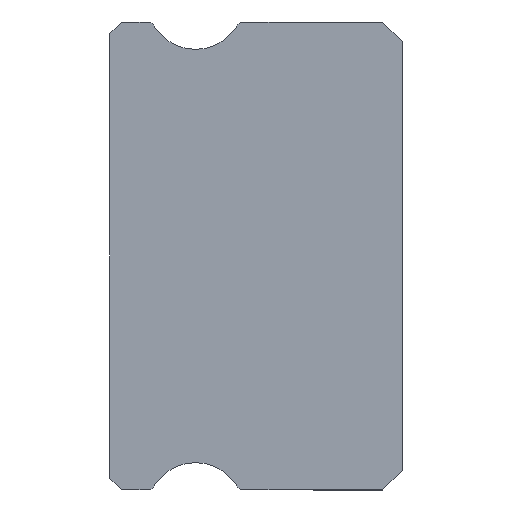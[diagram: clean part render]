
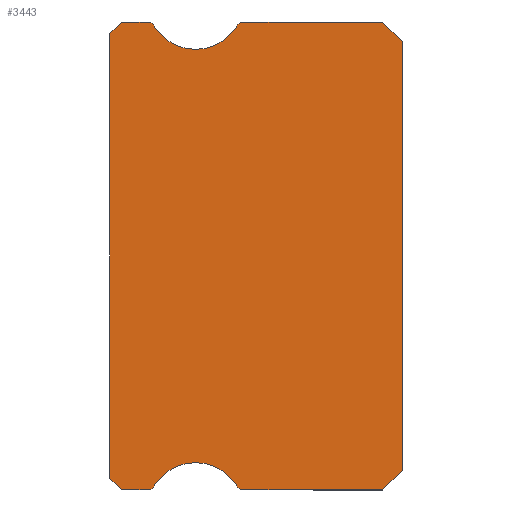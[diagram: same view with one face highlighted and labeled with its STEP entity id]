
A CAD part, left-side view. The second image highlights one B-rep face of the part: STEP entity #3443.
In plain terms, the highlighted planar face has unit normal (-1, 0, 0).
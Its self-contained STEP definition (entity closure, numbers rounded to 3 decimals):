
#26 = EDGE_CURVE ( 'NONE', #1068, #1026, #2018, .T. ) ;
#49 = CARTESIAN_POINT ( 'NONE',  ( -10., 7.5, 5.7 ) ) ;
#111 = CARTESIAN_POINT ( 'NONE',  ( -10., 6.512, -6. ) ) ;
#115 = AXIS2_PLACEMENT_3D ( 'NONE', #788, #3711, #2097 ) ;
#161 = EDGE_CURVE ( 'NONE', #2734, #635, #253, .T. ) ;
#170 = VERTEX_POINT ( 'NONE', #1171 ) ;
#216 = DIRECTION ( 'NONE',  ( 0., 0., -1. ) ) ;
#234 = DIRECTION ( 'NONE',  ( 0., 0., -1. ) ) ;
#253 = CIRCLE ( 'NONE', #115, 1.25 ) ;
#255 = EDGE_CURVE ( 'NONE', #2330, #170, #2776, .T. ) ;
#294 = CIRCLE ( 'NONE', #1053, 0.15 ) ;
#301 = LINE ( 'NONE', #649, #1278 ) ;
#308 = DIRECTION ( 'NONE',  ( 0., 0., 1. ) ) ;
#313 = AXIS2_PLACEMENT_3D ( 'NONE', #1802, #1441, #797 ) ;
#328 = PLANE ( 'NONE',  #348 ) ;
#348 = AXIS2_PLACEMENT_3D ( 'NONE', #4210, #2561, #655 ) ;
#356 = LINE ( 'NONE', #49, #710 ) ;
#435 = EDGE_LOOP ( 'NONE', ( #2234, #3325, #3983, #1599, #494, #1139, #2658, #3684, #1122, #2707, #2495, #3423, #2826, #943, #1034, #2956, #1312 ) ) ;
#442 = DIRECTION ( 'NONE',  ( 0., 0., 1. ) ) ;
#494 = ORIENTED_EDGE ( 'NONE', *, *, #3363, .F. ) ;
#497 = VECTOR ( 'NONE', #3218, 1000. ) ;
#561 = CARTESIAN_POINT ( 'NONE',  ( -10., 6.512, 5.85 ) ) ;
#570 = EDGE_CURVE ( 'NONE', #2783, #2399, #2376, .T. ) ;
#585 = VERTEX_POINT ( 'NONE', #1779 ) ;
#601 = DIRECTION ( 'NONE',  ( 0., -1., 0. ) ) ;
#628 = AXIS2_PLACEMENT_3D ( 'NONE', #3749, #2142, #1878 ) ;
#635 = VERTEX_POINT ( 'NONE', #855 ) ;
#649 = CARTESIAN_POINT ( 'NONE',  ( -10., 0., -5.5 ) ) ;
#655 = DIRECTION ( 'NONE',  ( 0., 0., -1. ) ) ;
#668 = VERTEX_POINT ( 'NONE', #3430 ) ;
#697 = CIRCLE ( 'NONE', #628, 0.15 ) ;
#710 = VECTOR ( 'NONE', #2033, 1000. ) ;
#766 = DIRECTION ( 'NONE',  ( 0., 0., -1. ) ) ;
#788 = CARTESIAN_POINT ( 'NONE',  ( -10., 5.3, -6.55 ) ) ;
#795 = EDGE_CURVE ( 'NONE', #4175, #1068, #2923, .T. ) ;
#797 = DIRECTION ( 'NONE',  ( 0., 0., -1. ) ) ;
#802 = LINE ( 'NONE', #2305, #1831 ) ;
#838 = CARTESIAN_POINT ( 'NONE',  ( -10., 4.217, -5.925 ) ) ;
#855 = CARTESIAN_POINT ( 'NONE',  ( -10., 6.383, -5.925 ) ) ;
#876 = CARTESIAN_POINT ( 'NONE',  ( -10., 7.2, -6. ) ) ;
#889 = EDGE_CURVE ( 'NONE', #585, #955, #356, .T. ) ;
#905 = CIRCLE ( 'NONE', #3284, 0.15 ) ;
#943 = ORIENTED_EDGE ( 'NONE', *, *, #2005, .F. ) ;
#946 = EDGE_CURVE ( 'NONE', #3646, #2656, #294, .T. ) ;
#955 = VERTEX_POINT ( 'NONE', #3364 ) ;
#1026 = VERTEX_POINT ( 'NONE', #111 ) ;
#1032 = DIRECTION ( 'NONE',  ( 0., 1., 0. ) ) ;
#1034 = ORIENTED_EDGE ( 'NONE', *, *, #2704, .F. ) ;
#1053 = AXIS2_PLACEMENT_3D ( 'NONE', #561, #1872, #234 ) ;
#1068 = VERTEX_POINT ( 'NONE', #1829 ) ;
#1069 = DIRECTION ( 'NONE',  ( 0., -1., 0. ) ) ;
#1099 = CARTESIAN_POINT ( 'NONE',  ( -10., 7.2, 6. ) ) ;
#1122 = ORIENTED_EDGE ( 'NONE', *, *, #2694, .F. ) ;
#1139 = ORIENTED_EDGE ( 'NONE', *, *, #161, .F. ) ;
#1154 = LINE ( 'NONE', #3670, #2493 ) ;
#1161 = DIRECTION ( 'NONE',  ( 0., 1., 0. ) ) ;
#1171 = CARTESIAN_POINT ( 'NONE',  ( -10., 0., 5.5 ) ) ;
#1252 = VERTEX_POINT ( 'NONE', #2252 ) ;
#1278 = VECTOR ( 'NONE', #2619, 1000. ) ;
#1312 = ORIENTED_EDGE ( 'NONE', *, *, #2107, .T. ) ;
#1378 = DIRECTION ( 'NONE',  ( 0., 0., -1. ) ) ;
#1385 = CARTESIAN_POINT ( 'NONE',  ( -10., 6.383, 5.925 ) ) ;
#1441 = DIRECTION ( 'NONE',  ( -1., 0., 0. ) ) ;
#1573 = EDGE_CURVE ( 'NONE', #3783, #170, #1154, .T. ) ;
#1588 = CIRCLE ( 'NONE', #2874, 1.25 ) ;
#1599 = ORIENTED_EDGE ( 'NONE', *, *, #26, .T. ) ;
#1767 = CARTESIAN_POINT ( 'NONE',  ( -10., 0., -5.5 ) ) ;
#1779 = CARTESIAN_POINT ( 'NONE',  ( -10., 7.2, 6. ) ) ;
#1782 = CARTESIAN_POINT ( 'NONE',  ( -10., 0.5, -6. ) ) ;
#1802 = CARTESIAN_POINT ( 'NONE',  ( -10., 5.3, 6.55 ) ) ;
#1829 = CARTESIAN_POINT ( 'NONE',  ( -10., 7.2, -6. ) ) ;
#1831 = VECTOR ( 'NONE', #308, 1000. ) ;
#1833 = DIRECTION ( 'NONE',  ( 1., 0., 0. ) ) ;
#1872 = DIRECTION ( 'NONE',  ( 1., 0., 0. ) ) ;
#1878 = DIRECTION ( 'NONE',  ( 0., 0., -1. ) ) ;
#1936 = CARTESIAN_POINT ( 'NONE',  ( -10., 6.512, 6. ) ) ;
#1993 = CARTESIAN_POINT ( 'NONE',  ( -10., 6.512, -6. ) ) ;
#1998 = AXIS2_PLACEMENT_3D ( 'NONE', #4217, #3222, #1378 ) ;
#2005 = EDGE_CURVE ( 'NONE', #3398, #1252, #1588, .T. ) ;
#2018 = LINE ( 'NONE', #1993, #3254 ) ;
#2033 = DIRECTION ( 'NONE',  ( 0., 0.707, -0.707 ) ) ;
#2097 = DIRECTION ( 'NONE',  ( 0., 0., -1. ) ) ;
#2107 = EDGE_CURVE ( 'NONE', #3646, #585, #2466, .T. ) ;
#2142 = DIRECTION ( 'NONE',  ( 1., 0., 0. ) ) ;
#2175 = CARTESIAN_POINT ( 'NONE',  ( -10., 4.088, 5.85 ) ) ;
#2234 = ORIENTED_EDGE ( 'NONE', *, *, #889, .T. ) ;
#2252 = CARTESIAN_POINT ( 'NONE',  ( -10., 4.217, 5.925 ) ) ;
#2302 = CARTESIAN_POINT ( 'NONE',  ( -10., 0.5, 6. ) ) ;
#2305 = CARTESIAN_POINT ( 'NONE',  ( -10., 7.5, 5.85 ) ) ;
#2330 = VERTEX_POINT ( 'NONE', #1767 ) ;
#2376 = LINE ( 'NONE', #3947, #4010 ) ;
#2399 = VERTEX_POINT ( 'NONE', #3524 ) ;
#2460 = DIRECTION ( 'NONE',  ( 0., -0.707, -0.707 ) ) ;
#2466 = LINE ( 'NONE', #1099, #3833 ) ;
#2492 = EDGE_CURVE ( 'NONE', #668, #3783, #2850, .T. ) ;
#2493 = VECTOR ( 'NONE', #2460, 1000. ) ;
#2495 = ORIENTED_EDGE ( 'NONE', *, *, #1573, .F. ) ;
#2503 = VECTOR ( 'NONE', #601, 1000. ) ;
#2561 = DIRECTION ( 'NONE',  ( 1., 0., 0. ) ) ;
#2619 = DIRECTION ( 'NONE',  ( 0., 0.707, -0.707 ) ) ;
#2656 = VERTEX_POINT ( 'NONE', #1385 ) ;
#2658 = ORIENTED_EDGE ( 'NONE', *, *, #3055, .F. ) ;
#2694 = EDGE_CURVE ( 'NONE', #2330, #2783, #301, .T. ) ;
#2704 = EDGE_CURVE ( 'NONE', #2656, #3398, #3989, .T. ) ;
#2707 = ORIENTED_EDGE ( 'NONE', *, *, #255, .T. ) ;
#2734 = VERTEX_POINT ( 'NONE', #838 ) ;
#2776 = LINE ( 'NONE', #3402, #3063 ) ;
#2783 = VERTEX_POINT ( 'NONE', #1782 ) ;
#2826 = ORIENTED_EDGE ( 'NONE', *, *, #3703, .F. ) ;
#2850 = LINE ( 'NONE', #1936, #2503 ) ;
#2874 = AXIS2_PLACEMENT_3D ( 'NONE', #3681, #3026, #766 ) ;
#2923 = LINE ( 'NONE', #876, #497 ) ;
#2942 = FACE_OUTER_BOUND ( 'NONE', #435, .T. ) ;
#2956 = ORIENTED_EDGE ( 'NONE', *, *, #946, .F. ) ;
#3026 = DIRECTION ( 'NONE',  ( -1., 0., 0. ) ) ;
#3055 = EDGE_CURVE ( 'NONE', #2399, #2734, #4092, .T. ) ;
#3063 = VECTOR ( 'NONE', #442, 1000. ) ;
#3218 = DIRECTION ( 'NONE',  ( 0., -0.707, -0.707 ) ) ;
#3222 = DIRECTION ( 'NONE',  ( 1., 0., 0. ) ) ;
#3251 = CARTESIAN_POINT ( 'NONE',  ( -10., 7.5, -5.7 ) ) ;
#3254 = VECTOR ( 'NONE', #1069, 1000. ) ;
#3284 = AXIS2_PLACEMENT_3D ( 'NONE', #2175, #1833, #216 ) ;
#3325 = ORIENTED_EDGE ( 'NONE', *, *, #4071, .F. ) ;
#3363 = EDGE_CURVE ( 'NONE', #635, #1026, #697, .T. ) ;
#3364 = CARTESIAN_POINT ( 'NONE',  ( -10., 7.5, 5.7 ) ) ;
#3398 = VERTEX_POINT ( 'NONE', #4145 ) ;
#3402 = CARTESIAN_POINT ( 'NONE',  ( -10., 0., 5.5 ) ) ;
#3423 = ORIENTED_EDGE ( 'NONE', *, *, #2492, .F. ) ;
#3430 = CARTESIAN_POINT ( 'NONE',  ( -10., 4.088, 6. ) ) ;
#3443 = ADVANCED_FACE ( 'NONE', ( #2942 ), #328, .F. ) ;
#3524 = CARTESIAN_POINT ( 'NONE',  ( -10., 4.088, -6. ) ) ;
#3646 = VERTEX_POINT ( 'NONE', #4082 ) ;
#3670 = CARTESIAN_POINT ( 'NONE',  ( -10., 0.5, 6. ) ) ;
#3681 = CARTESIAN_POINT ( 'NONE',  ( -10., 5.3, 6.55 ) ) ;
#3684 = ORIENTED_EDGE ( 'NONE', *, *, #570, .F. ) ;
#3703 = EDGE_CURVE ( 'NONE', #1252, #668, #905, .T. ) ;
#3711 = DIRECTION ( 'NONE',  ( -1., 0., 0. ) ) ;
#3749 = CARTESIAN_POINT ( 'NONE',  ( -10., 6.512, -5.85 ) ) ;
#3783 = VERTEX_POINT ( 'NONE', #2302 ) ;
#3833 = VECTOR ( 'NONE', #1161, 1000. ) ;
#3947 = CARTESIAN_POINT ( 'NONE',  ( -10., 6.512, -6. ) ) ;
#3983 = ORIENTED_EDGE ( 'NONE', *, *, #795, .T. ) ;
#3989 = CIRCLE ( 'NONE', #313, 1.25 ) ;
#4010 = VECTOR ( 'NONE', #1032, 1000. ) ;
#4071 = EDGE_CURVE ( 'NONE', #4175, #955, #802, .T. ) ;
#4082 = CARTESIAN_POINT ( 'NONE',  ( -10., 6.512, 6. ) ) ;
#4092 = CIRCLE ( 'NONE', #1998, 0.15 ) ;
#4145 = CARTESIAN_POINT ( 'NONE',  ( -10., 5.3, 5.3 ) ) ;
#4175 = VERTEX_POINT ( 'NONE', #3251 ) ;
#4210 = CARTESIAN_POINT ( 'NONE',  ( -10., 6.512, 5.85 ) ) ;
#4217 = CARTESIAN_POINT ( 'NONE',  ( -10., 4.088, -5.85 ) ) ;
